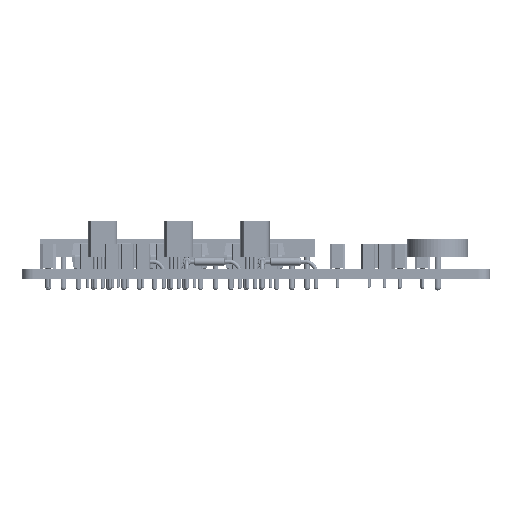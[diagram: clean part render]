
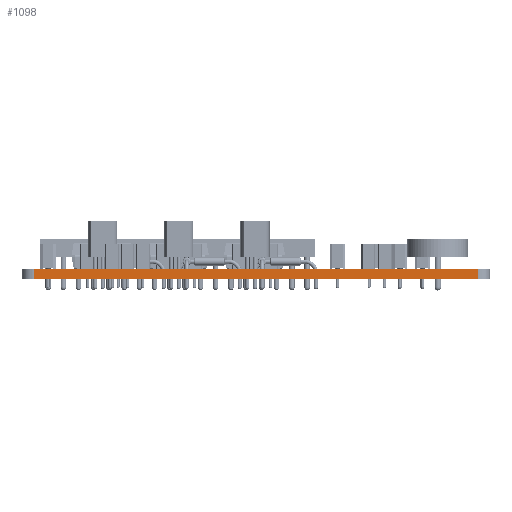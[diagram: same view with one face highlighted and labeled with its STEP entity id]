
A CAD part, left-side view. The second image highlights one B-rep face of the part: STEP entity #1098.
In plain terms, the highlighted planar face has unit normal (-1, 0, 0).
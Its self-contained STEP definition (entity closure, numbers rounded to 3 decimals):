
#1042 = VERTEX_POINT('',#1043);
#1043 = CARTESIAN_POINT('',(-146.,118.,0.803));
#1049 = EDGE_CURVE('',#1050,#1042,#1052,.T.);
#1050 = VERTEX_POINT('',#1051);
#1051 = CARTESIAN_POINT('',(-146.,118.,-0.803));
#1052 = LINE('',#1053,#1054);
#1053 = CARTESIAN_POINT('',(-146.,118.,-0.803));
#1054 = VECTOR('',#1055,1.);
#1055 = DIRECTION('',(0.,0.,1.));
#1098 = ADVANCED_FACE('',(#1099),#1124,.F.);
#1099 = FACE_BOUND('',#1100,.F.);
#1100 = EDGE_LOOP('',(#1101,#1102,#1110,#1118));
#1101 = ORIENTED_EDGE('',*,*,#1049,.T.);
#1102 = ORIENTED_EDGE('',*,*,#1103,.T.);
#1103 = EDGE_CURVE('',#1042,#1104,#1106,.T.);
#1104 = VERTEX_POINT('',#1105);
#1105 = CARTESIAN_POINT('',(-146.,44.,0.803));
#1106 = LINE('',#1107,#1108);
#1107 = CARTESIAN_POINT('',(-146.,118.,0.803));
#1108 = VECTOR('',#1109,1.);
#1109 = DIRECTION('',(0.,-1.,0.));
#1110 = ORIENTED_EDGE('',*,*,#1111,.F.);
#1111 = EDGE_CURVE('',#1112,#1104,#1114,.T.);
#1112 = VERTEX_POINT('',#1113);
#1113 = CARTESIAN_POINT('',(-146.,44.,-0.803));
#1114 = LINE('',#1115,#1116);
#1115 = CARTESIAN_POINT('',(-146.,44.,-0.803));
#1116 = VECTOR('',#1117,1.);
#1117 = DIRECTION('',(0.,0.,1.));
#1118 = ORIENTED_EDGE('',*,*,#1119,.F.);
#1119 = EDGE_CURVE('',#1050,#1112,#1120,.T.);
#1120 = LINE('',#1121,#1122);
#1121 = CARTESIAN_POINT('',(-146.,118.,-0.803));
#1122 = VECTOR('',#1123,1.);
#1123 = DIRECTION('',(0.,-1.,0.));
#1124 = PLANE('',#1125);
#1125 = AXIS2_PLACEMENT_3D('',#1126,#1127,#1128);
#1126 = CARTESIAN_POINT('',(-146.,118.,-0.803));
#1127 = DIRECTION('',(1.,0.,0.));
#1128 = DIRECTION('',(0.,-1.,0.));
